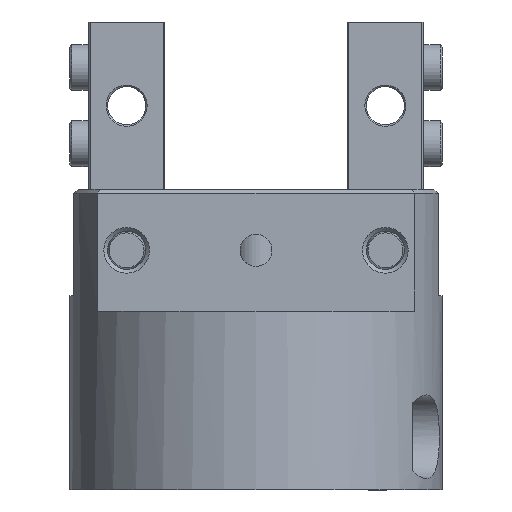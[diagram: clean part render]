
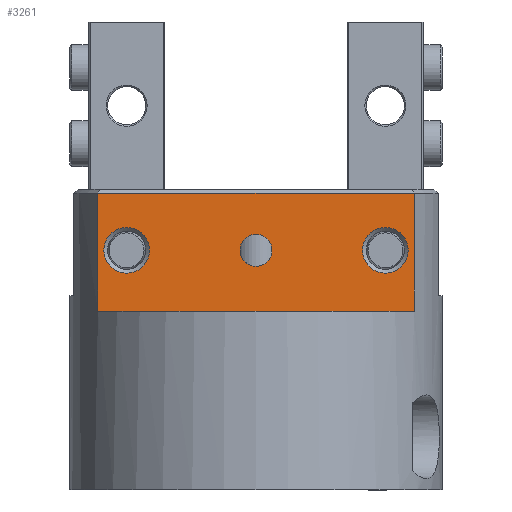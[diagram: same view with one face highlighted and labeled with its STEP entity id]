
A CAD part, front view. The second image highlights one B-rep face of the part: STEP entity #3261.
In plain terms, the highlighted planar face has unit normal (0, -1, 0).
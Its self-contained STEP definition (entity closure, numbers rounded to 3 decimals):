
#178=FACE_BOUND('',#632,.T.);
#179=FACE_BOUND('',#633,.T.);
#180=FACE_BOUND('',#634,.T.);
#246=PLANE('',#3709);
#419=FACE_OUTER_BOUND('',#631,.T.);
#631=EDGE_LOOP('',(#2584,#2585,#2586,#2587));
#632=EDGE_LOOP('',(#2588));
#633=EDGE_LOOP('',(#2589,#2590));
#634=EDGE_LOOP('',(#2591));
#847=LINE('',#5743,#1038);
#848=LINE('',#5747,#1039);
#854=LINE('',#5769,#1045);
#857=LINE('',#5779,#1048);
#1038=VECTOR('',#4404,10.);
#1039=VECTOR('',#4407,10.);
#1045=VECTOR('',#4431,10.);
#1048=VECTOR('',#4444,10.);
#1256=CIRCLE('',#3710,3.);
#1257=CIRCLE('',#3711,2.1);
#1258=CIRCLE('',#3712,2.1);
#1259=CIRCLE('',#3713,3.);
#1537=VERTEX_POINT('',#5740);
#1538=VERTEX_POINT('',#5742);
#1539=VERTEX_POINT('',#5744);
#1540=VERTEX_POINT('',#5746);
#1547=VERTEX_POINT('',#5780);
#1548=VERTEX_POINT('',#5782);
#1549=VERTEX_POINT('',#5783);
#1550=VERTEX_POINT('',#5786);
#1914=EDGE_CURVE('',#1537,#1538,#847,.T.);
#1916=EDGE_CURVE('',#1539,#1540,#848,.T.);
#1928=EDGE_CURVE('',#1540,#1537,#854,.T.);
#1933=EDGE_CURVE('',#1539,#1538,#857,.T.);
#1934=EDGE_CURVE('',#1547,#1547,#1256,.T.);
#1935=EDGE_CURVE('',#1548,#1549,#1257,.T.);
#1936=EDGE_CURVE('',#1549,#1548,#1258,.T.);
#1937=EDGE_CURVE('',#1550,#1550,#1259,.T.);
#2584=ORIENTED_EDGE('',*,*,#1928,.F.);
#2585=ORIENTED_EDGE('',*,*,#1916,.F.);
#2586=ORIENTED_EDGE('',*,*,#1933,.T.);
#2587=ORIENTED_EDGE('',*,*,#1914,.F.);
#2588=ORIENTED_EDGE('',*,*,#1934,.F.);
#2589=ORIENTED_EDGE('',*,*,#1935,.T.);
#2590=ORIENTED_EDGE('',*,*,#1936,.T.);
#2591=ORIENTED_EDGE('',*,*,#1937,.F.);
#3261=ADVANCED_FACE('',(#419,#178,#179,#180),#246,.F.);
#3709=AXIS2_PLACEMENT_3D('',#5778,#4442,#4443);
#3710=AXIS2_PLACEMENT_3D('',#5781,#4445,#4446);
#3711=AXIS2_PLACEMENT_3D('',#5784,#4447,#4448);
#3712=AXIS2_PLACEMENT_3D('',#5785,#4449,#4450);
#3713=AXIS2_PLACEMENT_3D('',#5787,#4451,#4452);
#4404=DIRECTION('',(0.,0.,-1.));
#4407=DIRECTION('',(0.,0.,1.));
#4431=DIRECTION('',(1.,0.,0.));
#4442=DIRECTION('center_axis',(0.,1.,0.));
#4443=DIRECTION('ref_axis',(0.,0.,1.));
#4444=DIRECTION('',(1.,0.,0.));
#4445=DIRECTION('center_axis',(0.,-1.,0.));
#4446=DIRECTION('ref_axis',(-1.,0.,0.));
#4447=DIRECTION('center_axis',(0.,1.,0.));
#4448=DIRECTION('ref_axis',(1.,0.,0.));
#4449=DIRECTION('center_axis',(0.,1.,0.));
#4450=DIRECTION('ref_axis',(1.,0.,0.));
#4451=DIRECTION('center_axis',(0.,-1.,0.));
#4452=DIRECTION('ref_axis',(-1.,0.,0.));
#5740=CARTESIAN_POINT('',(20.767,-13.,39.));
#5742=CARTESIAN_POINT('',(20.767,-13.,23.5));
#5743=CARTESIAN_POINT('',(20.767,-13.,0.));
#5744=CARTESIAN_POINT('',(-20.767,-13.,23.5));
#5746=CARTESIAN_POINT('',(-20.767,-13.,39.));
#5747=CARTESIAN_POINT('',(-20.767,-13.,0.));
#5769=CARTESIAN_POINT('',(0.,-13.,39.));
#5778=CARTESIAN_POINT('Origin',(0.,-13.,23.5));
#5779=CARTESIAN_POINT('',(0.,-13.,23.5));
#5780=CARTESIAN_POINT('',(-14.,-13.,31.5));
#5781=CARTESIAN_POINT('Origin',(-17.,-13.,31.5));
#5782=CARTESIAN_POINT('',(2.1,-13.,31.5));
#5783=CARTESIAN_POINT('',(-2.1,-13.,31.5));
#5784=CARTESIAN_POINT('Origin',(0.,-13.,31.5));
#5785=CARTESIAN_POINT('Origin',(0.,-13.,31.5));
#5786=CARTESIAN_POINT('',(20.,-13.,31.5));
#5787=CARTESIAN_POINT('Origin',(17.,-13.,31.5));
